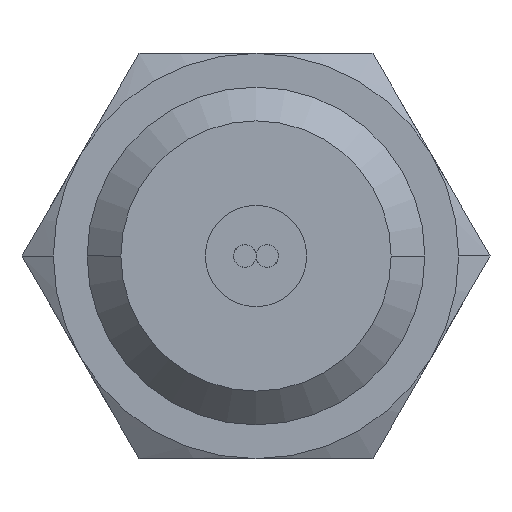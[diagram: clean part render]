
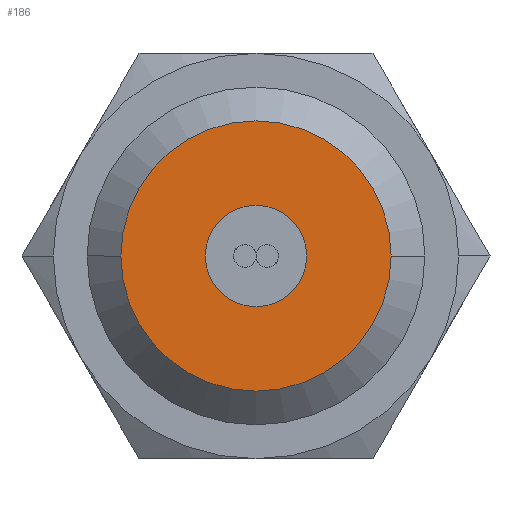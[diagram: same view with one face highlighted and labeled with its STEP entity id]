
A CAD part, front view. The second image highlights one B-rep face of the part: STEP entity #186.
In plain terms, the highlighted planar face has unit normal (0, -1, 0).
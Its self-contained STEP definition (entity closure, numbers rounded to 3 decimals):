
#186=ADVANCED_FACE('',(#285,#286),#287,.T.);
#285=FACE_BOUND('',#454,.T.);
#286=FACE_OUTER_BOUND('',#455,.T.);
#287=PLANE('',#456);
#454=EDGE_LOOP('',(#700,#701));
#455=EDGE_LOOP('',(#702,#703));
#456=AXIS2_PLACEMENT_3D('',#704,#705,#706);
#700=ORIENTED_EDGE('',*,*,#1195,.T.);
#701=ORIENTED_EDGE('',*,*,#1211,.T.);
#702=ORIENTED_EDGE('',*,*,#1214,.T.);
#703=ORIENTED_EDGE('',*,*,#1190,.T.);
#704=CARTESIAN_POINT('',(0.0,-79.0,0.0));
#705=DIRECTION('',(0.0,-1.0,0.0));
#706=DIRECTION('',(-1.0,0.0,0.0));
#1190=EDGE_CURVE('',#1372,#1370,#1373,.T.);
#1195=EDGE_CURVE('',#1376,#1380,#1382,.T.);
#1211=EDGE_CURVE('',#1380,#1376,#1407,.T.);
#1214=EDGE_CURVE('',#1370,#1372,#1410,.T.);
#1370=VERTEX_POINT('',#1646);
#1372=VERTEX_POINT('',#1649);
#1373=CIRCLE('',#1650,12.0);
#1376=VERTEX_POINT('',#1654);
#1380=VERTEX_POINT('',#1659);
#1382=CIRCLE('',#1662,4.5);
#1407=CIRCLE('',#1710,4.5);
#1410=CIRCLE('',#1713,12.0);
#1646=CARTESIAN_POINT('',(12.0,-79.0,0.0));
#1649=CARTESIAN_POINT('',(-12.0,-79.0,0.));
#1650=AXIS2_PLACEMENT_3D('',#2502,#2503,#2504);
#1654=CARTESIAN_POINT('',(4.5,-79.0,0.0));
#1659=CARTESIAN_POINT('',(-4.5,-79.0,0.));
#1662=AXIS2_PLACEMENT_3D('',#2511,#2512,#2513);
#1710=AXIS2_PLACEMENT_3D('',#2543,#2544,#2545);
#1713=AXIS2_PLACEMENT_3D('',#2552,#2553,#2554);
#2502=CARTESIAN_POINT('',(0.0,-79.0,0.0));
#2503=DIRECTION('',(0.0,-1.0,0.0));
#2504=DIRECTION('',(1.0,0.0,0.0));
#2511=CARTESIAN_POINT('',(0.0,-79.0,0.0));
#2512=DIRECTION('',(0.0,1.0,0.0));
#2513=DIRECTION('',(1.0,0.0,0.0));
#2543=CARTESIAN_POINT('',(0.0,-79.0,0.0));
#2544=DIRECTION('',(0.0,1.0,0.0));
#2545=DIRECTION('',(1.0,0.0,0.0));
#2552=CARTESIAN_POINT('',(0.0,-79.0,0.0));
#2553=DIRECTION('',(0.0,-1.0,0.0));
#2554=DIRECTION('',(1.0,0.0,0.0));
